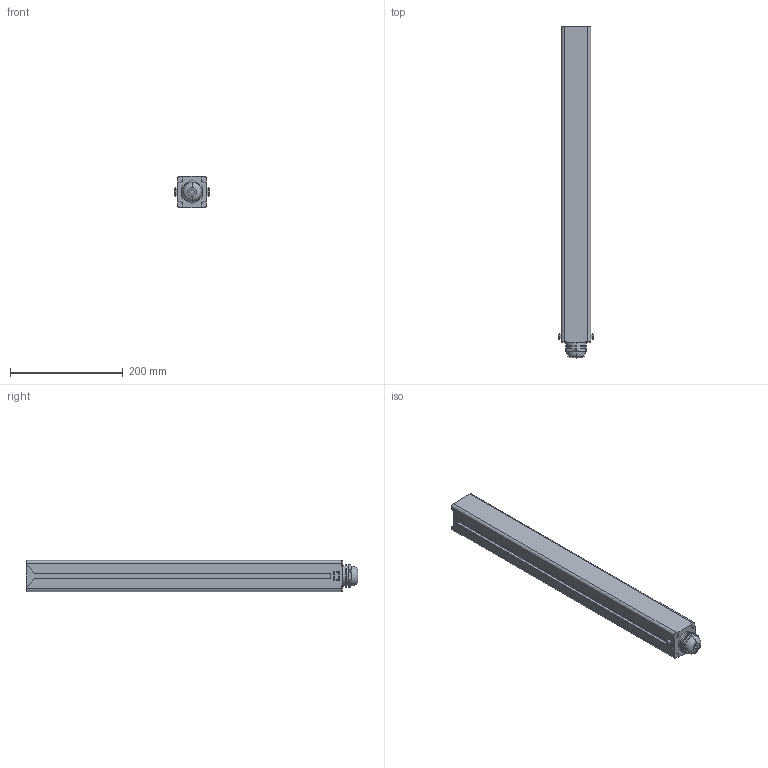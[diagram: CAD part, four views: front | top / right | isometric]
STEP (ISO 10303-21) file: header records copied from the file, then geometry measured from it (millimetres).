
FILE_DESCRIPTION((''),'2;1');
FILE_NAME('SLC14_560','2007-07-23T',('IndustrieHansa'),('Pepperl+Fuchs'),'PRO/ENGINEER BY PARAMETRIC TECHNOLOGY CORPORATION, 2006420','PRO/ENGINEER BY PARAMETRIC TECHNOLOGY CORPORATION, 2006420','');
FILE_SCHEMA(('AUTOMOTIVE_DESIGN_CC2 { 1 2 10303 214 -1 1 5 2 }'));
Length unit declared in the file: millimetre
Products named in the file (1): SLC14_560
Bounding box: 62 x 587.79 x 55 mm (x, y, z)
Volume: 1558547.8 mm3; surface area: 135345.6 mm2
Topology: 1 solids, 1 shells, 100 faces, 266 edges, 176 vertices
Faces by surface type: plane 62, cylinder 34, cone 2, revolution 2
Entity records: 4468 total; most frequent: CARTESIAN_POINT 653, ORIENTED_EDGE 520, DIRECTION 514, PRESENTATION_STYLE_ASSIGNMENT 309, STYLED_ITEM 272, CURVE_STYLE 270, EDGE_CURVE 260, VECTOR 186
